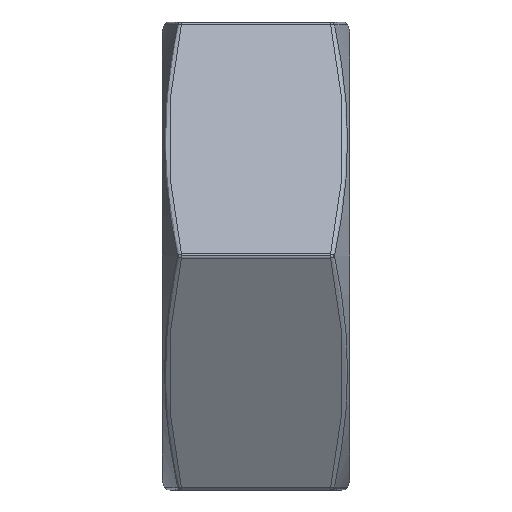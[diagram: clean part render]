
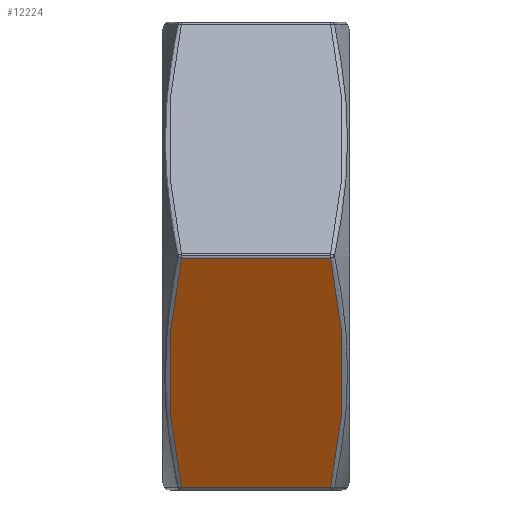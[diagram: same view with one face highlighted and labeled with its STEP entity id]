
A CAD part, front view. The second image highlights one B-rep face of the part: STEP entity #12224.
In plain terms, the highlighted planar face has unit normal (0, -0.866, -0.5).
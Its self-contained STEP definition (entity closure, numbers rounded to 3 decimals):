
#786 = CARTESIAN_POINT ( 'NONE',  ( -20.618, -29.029, -4.721 ) ) ;
#827 = CARTESIAN_POINT ( 'NONE',  ( -1.382, -18.603, -22.779 ) ) ;
#911 = EDGE_LOOP ( 'NONE', ( #9252, #8871, #8606, #7235 ) ) ;
#1019 = CARTESIAN_POINT ( 'NONE',  ( -1.765, -30.321, -2.482 ) ) ;
#1021 = VERTEX_POINT ( 'NONE', #13467 ) ;
#1039 = CARTESIAN_POINT ( 'NONE',  ( -19.766, -16.021, -27.25 ) ) ;
#1673 = CARTESIAN_POINT ( 'NONE',  ( 0., -31.61, -0.25 ) ) ;
#1738 = DIRECTION ( 'NONE',  ( -1., 0., 0. ) ) ;
#2262 = LINE ( 'NONE', #8907, #13033 ) ;
#2489 = AXIS2_PLACEMENT_3D ( 'NONE', #11378, #9807, #4185 ) ;
#2556 = CARTESIAN_POINT ( 'NONE',  ( -2.234, -31.61, -0.25 ) ) ;
#3431 = EDGE_CURVE ( 'NONE', #1021, #8104, #2262, .T. ) ;
#3758 = CARTESIAN_POINT ( 'NONE',  ( -20.235, -30.321, -2.482 ) ) ;
#3864 = EDGE_CURVE ( 'NONE', #8104, #11006, #18120, .T. ) ;
#4185 = DIRECTION ( 'NONE',  ( 0., -0.5, 0.866 ) ) ;
#4500 = CARTESIAN_POINT ( 'NONE',  ( -19.766, -31.61, -0.25 ) ) ;
#4515 = DIRECTION ( 'NONE',  ( 1., 0., 0. ) ) ;
#6764 = CARTESIAN_POINT ( 'NONE',  ( -2.234, -16.021, -27.25 ) ) ;
#6850 = CARTESIAN_POINT ( 'NONE',  ( -21.144, -21.2, -18.281 ) ) ;
#6893 = CARTESIAN_POINT ( 'NONE',  ( -0.856, -26.432, -9.219 ) ) ;
#6954 = FACE_OUTER_BOUND ( 'NONE', #911, .T. ) ;
#6958 = CARTESIAN_POINT ( 'NONE',  ( -2.234, -16.021, -27.25 ) ) ;
#7235 = ORIENTED_EDGE ( 'NONE', *, *, #3431, .T. ) ;
#8104 = VERTEX_POINT ( 'NONE', #6958 ) ;
#8351 = CARTESIAN_POINT ( 'NONE',  ( -1.765, -17.31, -25.018 ) ) ;
#8606 = ORIENTED_EDGE ( 'NONE', *, *, #11142, .T. ) ;
#8871 = ORIENTED_EDGE ( 'NONE', *, *, #8962, .T. ) ;
#8907 = CARTESIAN_POINT ( 'NONE',  ( 0., -16.021, -27.25 ) ) ;
#8962 = EDGE_CURVE ( 'NONE', #11006, #10158, #15788, .T. ) ;
#9252 = ORIENTED_EDGE ( 'NONE', *, *, #3864, .T. ) ;
#9668 = CARTESIAN_POINT ( 'NONE',  ( -21.286, -22.504, -16.021 ) ) ;
#9807 = DIRECTION ( 'NONE',  ( 0., 0.866, 0.5 ) ) ;
#10158 = VERTEX_POINT ( 'NONE', #4500 ) ;
#11006 = VERTEX_POINT ( 'NONE', #18171 ) ;
#11050 = CARTESIAN_POINT ( 'NONE',  ( -20.618, -18.603, -22.779 ) ) ;
#11099 = CARTESIAN_POINT ( 'NONE',  ( -1.382, -29.029, -4.721 ) ) ;
#11142 = EDGE_CURVE ( 'NONE', #10158, #1021, #11784, .T. ) ;
#11221 = CARTESIAN_POINT ( 'NONE',  ( -0.714, -25.127, -11.479 ) ) ;
#11378 = CARTESIAN_POINT ( 'NONE',  ( 0., -36.316, 7.901 ) ) ;
#11784 = B_SPLINE_CURVE_WITH_KNOTS ( 'NONE', 3,
 ( #17113, #3758, #786, #16989, #12770, #9668, #6850, #11050, #12648, #1039 ),
 .UNSPECIFIED., .F., .F.,
 ( 4, 2, 2, 2, 4 ),
 ( 0., 0.008, 0.016, 0.023, 0.031 ),
 .UNSPECIFIED. ) ;
#11934 = VECTOR ( 'NONE', #1738, 1000. ) ;
#12224 = ADVANCED_FACE ( 'NONE', ( #6954 ), #12900, .F. ) ;
#12564 = CARTESIAN_POINT ( 'NONE',  ( -0.714, -22.504, -16.021 ) ) ;
#12648 = CARTESIAN_POINT ( 'NONE',  ( -20.235, -17.31, -25.018 ) ) ;
#12770 = CARTESIAN_POINT ( 'NONE',  ( -21.286, -25.127, -11.479 ) ) ;
#12900 = PLANE ( 'NONE',  #2489 ) ;
#13033 = VECTOR ( 'NONE', #4515, 1000. ) ;
#13467 = CARTESIAN_POINT ( 'NONE',  ( -19.766, -16.021, -27.25 ) ) ;
#15667 = CARTESIAN_POINT ( 'NONE',  ( -0.856, -21.2, -18.281 ) ) ;
#15788 = LINE ( 'NONE', #1673, #11934 ) ;
#16989 = CARTESIAN_POINT ( 'NONE',  ( -21.144, -26.432, -9.219 ) ) ;
#17113 = CARTESIAN_POINT ( 'NONE',  ( -19.766, -31.61, -0.25 ) ) ;
#18120 = B_SPLINE_CURVE_WITH_KNOTS ( 'NONE', 3,
 ( #6764, #8351, #827, #15667, #12564, #11221, #6893, #11099, #1019, #2556 ),
 .UNSPECIFIED., .F., .F.,
 ( 4, 2, 2, 2, 4 ),
 ( 0., 0.008, 0.016, 0.023, 0.031 ),
 .UNSPECIFIED. ) ;
#18171 = CARTESIAN_POINT ( 'NONE',  ( -2.234, -31.61, -0.25 ) ) ;
